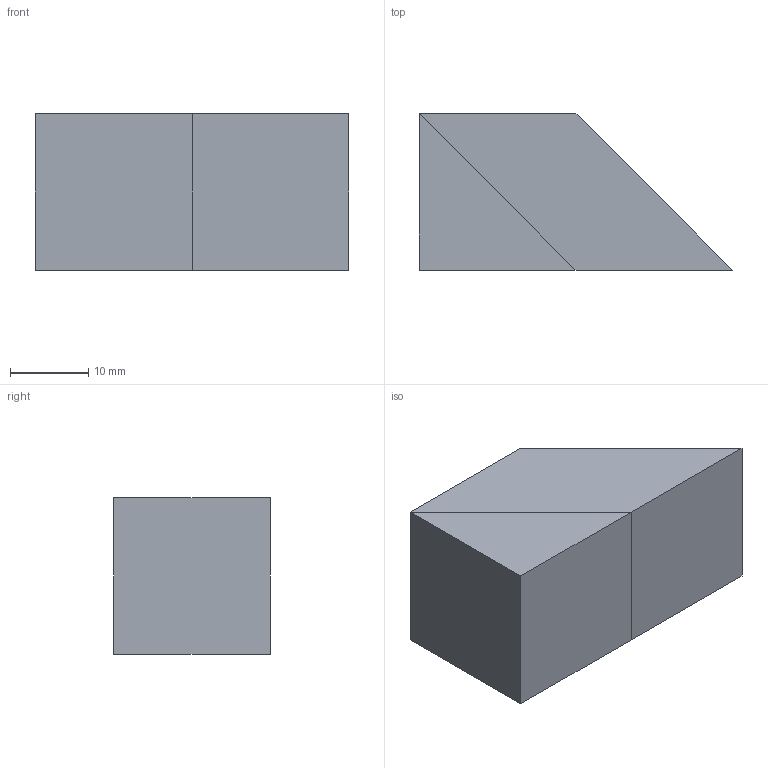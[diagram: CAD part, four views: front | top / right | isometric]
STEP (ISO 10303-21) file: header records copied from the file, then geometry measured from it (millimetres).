
FILE_DESCRIPTION (( 'STEP AP203' ), '1' );
FILE_NAME ('Web Model 47189_47189.step', '2017-07-13T14:27:37', ( '' ), ( '' ), 'SwSTEP 2.0', 'SolidWorks 2016', '' );
FILE_SCHEMA (( 'CONFIG_CONTROL_DESIGN' ));
Length unit declared in the file: millimetre
Products named in the file (1): Web Model 47189_47189
Bounding box: 40 x 20 x 20 mm (x, y, z)
Volume: 12000 mm3; surface area: 4497.1 mm2
Topology: 2 solids, 2 shells, 11 faces, 21 edges, 14 vertices
Faces by surface type: plane 11
Entity records: 350 total; most frequent: CARTESIAN_POINT 47, DIRECTION 45, ORIENTED_EDGE 42, VECTOR 21, EDGE_CURVE 21, LINE 21, VERTEX_POINT 14, AXIS2_PLACEMENT_3D 12
